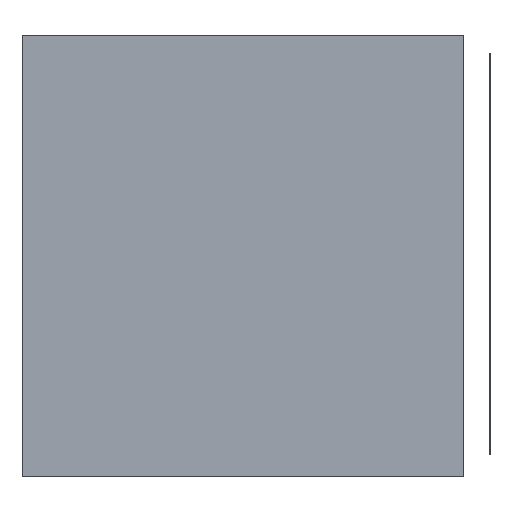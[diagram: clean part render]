
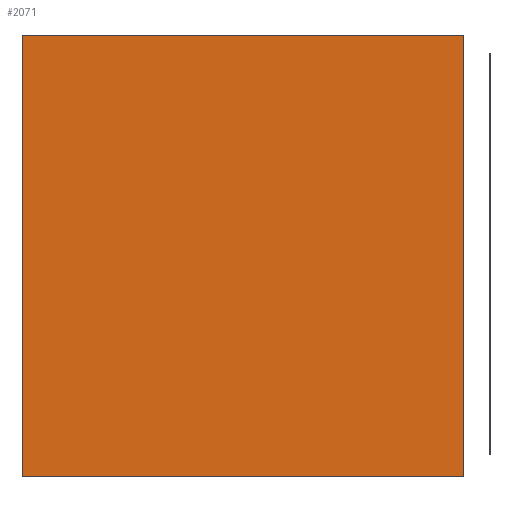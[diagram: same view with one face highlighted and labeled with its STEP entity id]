
A CAD part, top view. The second image highlights one B-rep face of the part: STEP entity #2071.
In plain terms, the highlighted planar face has unit normal (0, 0, 1).
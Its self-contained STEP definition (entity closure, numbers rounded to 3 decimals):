
#157=FACE_OUTER_BOUND('',#295,.T.);
#295=EDGE_LOOP('',(#1835,#1836,#1837,#1838));
#557=LINE('',#3217,#833);
#560=LINE('',#3223,#836);
#563=LINE('',#3229,#839);
#566=LINE('',#3233,#842);
#833=VECTOR('',#2651,10.);
#836=VECTOR('',#2656,10.);
#839=VECTOR('',#2661,10.);
#842=VECTOR('',#2666,10.);
#1025=VERTEX_POINT('',#3214);
#1026=VERTEX_POINT('',#3216);
#1028=VERTEX_POINT('',#3222);
#1030=VERTEX_POINT('',#3228);
#1293=EDGE_CURVE('',#1026,#1025,#557,.T.);
#1296=EDGE_CURVE('',#1028,#1026,#560,.T.);
#1299=EDGE_CURVE('',#1030,#1028,#563,.T.);
#1302=EDGE_CURVE('',#1025,#1030,#566,.T.);
#1835=ORIENTED_EDGE('',*,*,#1302,.T.);
#1836=ORIENTED_EDGE('',*,*,#1299,.T.);
#1837=ORIENTED_EDGE('',*,*,#1296,.T.);
#1838=ORIENTED_EDGE('',*,*,#1293,.T.);
#1965=PLANE('',#2197);
#2071=ADVANCED_FACE('',(#157),#1965,.T.);
#2197=AXIS2_PLACEMENT_3D('',#3234,#2667,#2668);
#2651=DIRECTION('',(0.,-1.,0.));
#2656=DIRECTION('',(-1.,0.,0.));
#2661=DIRECTION('',(0.,1.,0.));
#2666=DIRECTION('',(1.,0.,0.));
#2667=DIRECTION('center_axis',(0.,0.,1.));
#2668=DIRECTION('ref_axis',(1.,0.,0.));
#3214=CARTESIAN_POINT('',(0.,0.,2206.));
#3216=CARTESIAN_POINT('',(0.,4997.,2206.));
#3217=CARTESIAN_POINT('',(0.,0.,2206.));
#3222=CARTESIAN_POINT('',(4997.,4997.,2206.));
#3223=CARTESIAN_POINT('',(0.,4997.,2206.));
#3228=CARTESIAN_POINT('',(4997.,0.,2206.));
#3229=CARTESIAN_POINT('',(4997.,4997.,2206.));
#3233=CARTESIAN_POINT('',(4997.,0.,2206.));
#3234=CARTESIAN_POINT('Origin',(2498.5,2498.5,2206.));
